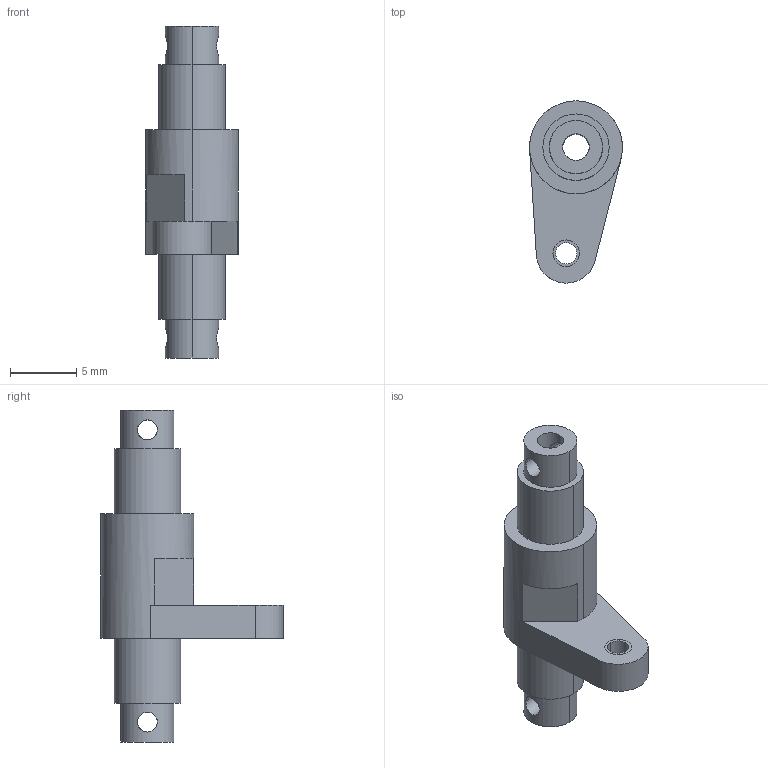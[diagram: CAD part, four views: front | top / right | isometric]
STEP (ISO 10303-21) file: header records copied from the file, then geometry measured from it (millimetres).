
FILE_DESCRIPTION((''),'2;1');
FILE_NAME('RC_IIT_010_P_055','2021-09-07T17:14:35',('silo-mech'),(''),'CREO PARAMETRIC BY PTC INC, 2020454','CREO PARAMETRIC BY PTC INC, 2020454','');
FILE_SCHEMA(('CONFIG_CONTROL_DESIGN'));
Length unit declared in the file: millimetre
Products named in the file (1): RC_IIT_010_P_055
Bounding box: 7 x 13.72 x 25 mm (x, y, z)
Volume: 617.7 mm3; surface area: 795.1 mm2
Topology: 1 solids, 2 shells, 36 faces, 102 edges, 68 vertices
Faces by surface type: cylinder 25, plane 11
Entity records: 1516 total; most frequent: CARTESIAN_POINT 519, ORIENTED_EDGE 200, DIRECTION 190, EDGE_CURVE 102, AXIS2_PLACEMENT_3D 75, VERTEX_POINT 68, EDGE_LOOP 48, VECTOR 40
